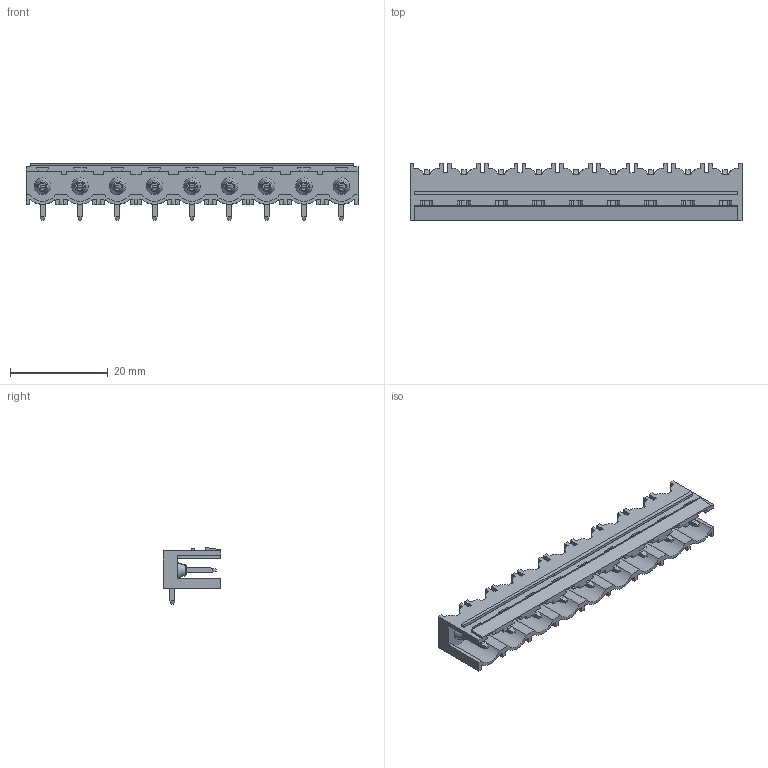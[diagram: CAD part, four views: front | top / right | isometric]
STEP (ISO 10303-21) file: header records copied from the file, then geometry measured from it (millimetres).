
FILE_DESCRIPTION(('CATIA V5 STEP Exchange','CAx-IF Rec.Pracs.--- Model Styling and Organization---1.4--- 2014-01-23'),'2;1');
FILE_NAME ('D1453710_1_1624220000_1624220000.stp','2021-02-15T08:30:29+00:00',('none'),('Weidmueller'),'CATIA Version 5-6 Release 2016 SP3 HF44','CATIA V5 STEP AP214','none');
FILE_SCHEMA(('AUTOMOTIVE_DESIGN { 1 0 10303 214 1 1 1 1 }'));
Length unit declared in the file: millimetre
Products named in the file (1): 1624220000
Bounding box: 67.76 x 11.75 x 11.6 mm (x, y, z)
Volume: 2272.8 mm3; surface area: 5608.5 mm2
Topology: 10 solids, 10 shells, 603 faces, 1703 edges, 1112 vertices
Faces by surface type: plane 489, cylinder 76, cone 18, torus 18, extrusion 2
Entity records: 18074 total; most frequent: CARTESIAN_POINT 3567, ORIENTED_EDGE 3406, DIRECTION 2326, EDGE_CURVE 1703, VECTOR 1477, LINE 1475, VERTEX_POINT 1112, EDGE_LOOP 631
